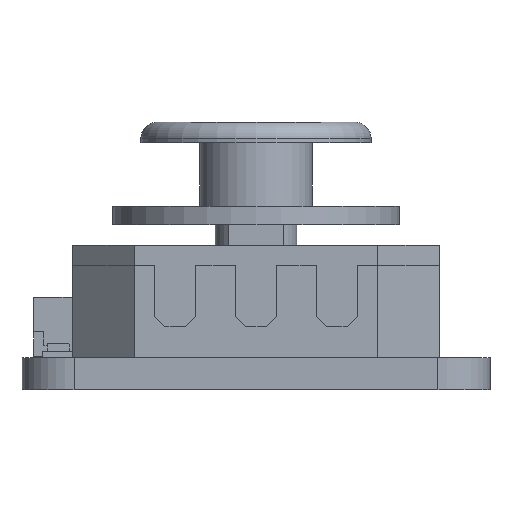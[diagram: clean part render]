
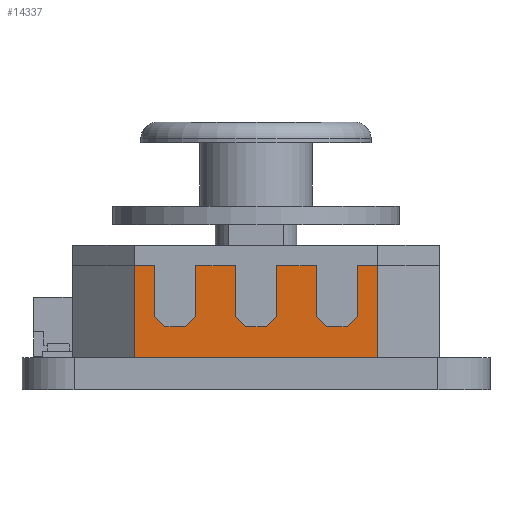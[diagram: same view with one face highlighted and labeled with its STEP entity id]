
A CAD part, left-side view. The second image highlights one B-rep face of the part: STEP entity #14337.
In plain terms, the highlighted planar face has unit normal (-1, 0, 0).
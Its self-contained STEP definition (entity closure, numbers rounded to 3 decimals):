
#904=PLANE('',#15425);
#1647=FACE_OUTER_BOUND('',#2496,.T.);
#2496=EDGE_LOOP('',(#13230,#13231,#13232,#13233,#13234,#13235,#13236,#13237,
#13238,#13239,#13240,#13241,#13242,#13243,#13244,#13245,#13246,#13247,#13248,
#13249,#13250,#13251));
#4067=LINE('',#22776,#5816);
#4071=LINE('',#22784,#5820);
#4075=LINE('',#22792,#5824);
#4079=LINE('',#22800,#5828);
#4199=LINE('',#23043,#5948);
#4201=LINE('',#23046,#5950);
#4205=LINE('',#23055,#5954);
#4208=LINE('',#23059,#5957);
#4211=LINE('',#23067,#5960);
#4215=LINE('',#23074,#5964);
#4218=LINE('',#23080,#5967);
#4220=LINE('',#23083,#5969);
#4223=LINE('',#23091,#5972);
#4229=LINE('',#23102,#5978);
#4231=LINE('',#23106,#5980);
#4233=LINE('',#23109,#5982);
#4234=LINE('',#23111,#5983);
#4236=LINE('',#23115,#5985);
#4238=LINE('',#23118,#5987);
#4241=LINE('',#23128,#5990);
#4251=LINE('',#23147,#6000);
#4252=LINE('',#23149,#6001);
#5816=VECTOR('',#18732,10.);
#5820=VECTOR('',#18736,10.);
#5824=VECTOR('',#18740,10.);
#5828=VECTOR('',#18744,10.);
#5948=VECTOR('',#18942,10.);
#5950=VECTOR('',#18946,10.);
#5954=VECTOR('',#18952,10.);
#5957=VECTOR('',#18957,10.);
#5960=VECTOR('',#18962,10.);
#5964=VECTOR('',#18968,10.);
#5967=VECTOR('',#18973,10.);
#5969=VECTOR('',#18977,10.);
#5972=VECTOR('',#18982,10.);
#5978=VECTOR('',#18992,10.);
#5980=VECTOR('',#18996,10.);
#5982=VECTOR('',#19000,10.);
#5983=VECTOR('',#19003,10.);
#5985=VECTOR('',#19009,10.);
#5987=VECTOR('',#19013,10.);
#5990=VECTOR('',#19024,10.);
#6000=VECTOR('',#19044,10.);
#6001=VECTOR('',#19047,10.);
#7347=VERTEX_POINT('',#22773);
#7348=VERTEX_POINT('',#22775);
#7351=VERTEX_POINT('',#22781);
#7352=VERTEX_POINT('',#22783);
#7355=VERTEX_POINT('',#22789);
#7356=VERTEX_POINT('',#22791);
#7359=VERTEX_POINT('',#22797);
#7360=VERTEX_POINT('',#22799);
#7443=VERTEX_POINT('',#23040);
#7444=VERTEX_POINT('',#23042);
#7447=VERTEX_POINT('',#23052);
#7448=VERTEX_POINT('',#23054);
#7451=VERTEX_POINT('',#23064);
#7452=VERTEX_POINT('',#23066);
#7454=VERTEX_POINT('',#23072);
#7456=VERTEX_POINT('',#23078);
#7459=VERTEX_POINT('',#23088);
#7460=VERTEX_POINT('',#23090);
#7463=VERTEX_POINT('',#23101);
#7464=VERTEX_POINT('',#23105);
#7466=VERTEX_POINT('',#23125);
#7471=VERTEX_POINT('',#23145);
#9216=EDGE_CURVE('',#7347,#7348,#4067,.T.);
#9220=EDGE_CURVE('',#7351,#7352,#4071,.T.);
#9224=EDGE_CURVE('',#7355,#7356,#4075,.T.);
#9228=EDGE_CURVE('',#7359,#7360,#4079,.T.);
#9349=EDGE_CURVE('',#7443,#7444,#4199,.T.);
#9351=EDGE_CURVE('',#7359,#7444,#4201,.T.);
#9355=EDGE_CURVE('',#7447,#7448,#4205,.T.);
#9358=EDGE_CURVE('',#7443,#7448,#4208,.T.);
#9361=EDGE_CURVE('',#7451,#7452,#4211,.T.);
#9365=EDGE_CURVE('',#7451,#7454,#4215,.T.);
#9368=EDGE_CURVE('',#7456,#7454,#4218,.T.);
#9370=EDGE_CURVE('',#7456,#7352,#4220,.T.);
#9373=EDGE_CURVE('',#7459,#7460,#4223,.T.);
#9379=EDGE_CURVE('',#7463,#7460,#4229,.T.);
#9381=EDGE_CURVE('',#7463,#7464,#4231,.T.);
#9383=EDGE_CURVE('',#7351,#7464,#4233,.T.);
#9384=EDGE_CURVE('',#7459,#7348,#4234,.T.);
#9386=EDGE_CURVE('',#7355,#7452,#4236,.T.);
#9388=EDGE_CURVE('',#7447,#7356,#4238,.T.);
#9392=EDGE_CURVE('',#7466,#7347,#4241,.T.);
#9402=EDGE_CURVE('',#7471,#7360,#4251,.T.);
#9403=EDGE_CURVE('',#7466,#7471,#4252,.T.);
#13230=ORIENTED_EDGE('',*,*,#9384,.T.);
#13231=ORIENTED_EDGE('',*,*,#9216,.F.);
#13232=ORIENTED_EDGE('',*,*,#9392,.F.);
#13233=ORIENTED_EDGE('',*,*,#9403,.T.);
#13234=ORIENTED_EDGE('',*,*,#9402,.T.);
#13235=ORIENTED_EDGE('',*,*,#9228,.F.);
#13236=ORIENTED_EDGE('',*,*,#9351,.T.);
#13237=ORIENTED_EDGE('',*,*,#9349,.F.);
#13238=ORIENTED_EDGE('',*,*,#9358,.T.);
#13239=ORIENTED_EDGE('',*,*,#9355,.F.);
#13240=ORIENTED_EDGE('',*,*,#9388,.T.);
#13241=ORIENTED_EDGE('',*,*,#9224,.F.);
#13242=ORIENTED_EDGE('',*,*,#9386,.T.);
#13243=ORIENTED_EDGE('',*,*,#9361,.F.);
#13244=ORIENTED_EDGE('',*,*,#9365,.T.);
#13245=ORIENTED_EDGE('',*,*,#9368,.F.);
#13246=ORIENTED_EDGE('',*,*,#9370,.T.);
#13247=ORIENTED_EDGE('',*,*,#9220,.F.);
#13248=ORIENTED_EDGE('',*,*,#9383,.T.);
#13249=ORIENTED_EDGE('',*,*,#9381,.F.);
#13250=ORIENTED_EDGE('',*,*,#9379,.T.);
#13251=ORIENTED_EDGE('',*,*,#9373,.F.);
#14337=ADVANCED_FACE('',(#1647),#904,.T.);
#15425=AXIS2_PLACEMENT_3D('',#23148,#19045,#19046);
#18732=DIRECTION('',(0.,-1.,0.));
#18736=DIRECTION('',(0.,-1.,0.));
#18740=DIRECTION('',(0.,-1.,0.));
#18744=DIRECTION('',(0.,-1.,0.));
#18942=DIRECTION('',(0.,-0.707,0.707));
#18946=DIRECTION('',(0.,0.,-1.));
#18952=DIRECTION('',(0.,-0.707,-0.707));
#18957=DIRECTION('',(0.,1.,0.));
#18962=DIRECTION('',(0.,-0.707,0.707));
#18968=DIRECTION('',(0.,1.,0.));
#18973=DIRECTION('',(0.,-0.707,-0.707));
#18977=DIRECTION('',(0.,0.,1.));
#18982=DIRECTION('',(0.,-0.707,-0.707));
#18992=DIRECTION('',(0.,1.,0.));
#18996=DIRECTION('',(0.,-0.707,0.707));
#19000=DIRECTION('',(0.,0.,-1.));
#19003=DIRECTION('',(0.,0.,1.));
#19009=DIRECTION('',(0.,0.,-1.));
#19013=DIRECTION('',(0.,0.,1.));
#19024=DIRECTION('',(0.,0.,1.));
#19044=DIRECTION('',(0.,0.,1.));
#19045=DIRECTION('center_axis',(-1.,0.,0.));
#19046=DIRECTION('ref_axis',(0.,-1.,0.));
#19047=DIRECTION('',(0.,-1.,0.));
#22773=CARTESIAN_POINT('',(-8.85,5.95,4.5));
#22775=CARTESIAN_POINT('',(-8.85,4.95,4.5));
#22776=CARTESIAN_POINT('',(-8.85,8.95,4.5));
#22781=CARTESIAN_POINT('',(-8.85,2.95,4.5));
#22783=CARTESIAN_POINT('',(-8.85,1.,4.5));
#22784=CARTESIAN_POINT('',(-8.85,8.95,4.5));
#22789=CARTESIAN_POINT('',(-8.85,-1.,4.5));
#22791=CARTESIAN_POINT('',(-8.85,-2.95,4.5));
#22792=CARTESIAN_POINT('',(-8.85,8.95,4.5));
#22797=CARTESIAN_POINT('',(-8.85,-4.95,4.5));
#22799=CARTESIAN_POINT('',(-8.85,-5.95,4.5));
#22800=CARTESIAN_POINT('',(-8.85,8.95,4.5));
#23040=CARTESIAN_POINT('',(-8.85,-4.45,1.5));
#23042=CARTESIAN_POINT('',(-8.85,-4.95,2.));
#23043=CARTESIAN_POINT('',(-8.85,-1.6,-1.35));
#23046=CARTESIAN_POINT('',(-8.85,-4.95,2.75));
#23052=CARTESIAN_POINT('',(-8.85,-2.95,2.));
#23054=CARTESIAN_POINT('',(-8.85,-3.45,1.5));
#23055=CARTESIAN_POINT('',(-8.85,-1.35,3.6));
#23059=CARTESIAN_POINT('',(-8.85,0.5,1.5));
#23064=CARTESIAN_POINT('',(-8.85,-0.5,1.5));
#23066=CARTESIAN_POINT('',(-8.85,-1.,2.));
#23067=CARTESIAN_POINT('',(-8.85,1.363,-0.362));
#23072=CARTESIAN_POINT('',(-8.85,0.5,1.5));
#23074=CARTESIAN_POINT('',(-8.85,2.475,1.5));
#23078=CARTESIAN_POINT('',(-8.85,1.,2.));
#23080=CARTESIAN_POINT('',(-8.85,1.613,2.613));
#23083=CARTESIAN_POINT('',(-8.85,1.,0.75));
#23088=CARTESIAN_POINT('',(-8.85,4.95,2.));
#23090=CARTESIAN_POINT('',(-8.85,4.45,1.5));
#23091=CARTESIAN_POINT('',(-8.85,4.575,1.625));
#23101=CARTESIAN_POINT('',(-8.85,3.45,1.5));
#23102=CARTESIAN_POINT('',(-8.85,4.45,1.5));
#23105=CARTESIAN_POINT('',(-8.85,2.95,2.));
#23106=CARTESIAN_POINT('',(-8.85,4.325,0.625));
#23109=CARTESIAN_POINT('',(-8.85,2.95,2.75));
#23111=CARTESIAN_POINT('',(-8.85,4.95,0.75));
#23115=CARTESIAN_POINT('',(-8.85,-1.,2.75));
#23118=CARTESIAN_POINT('',(-8.85,-2.95,0.75));
#23125=CARTESIAN_POINT('',(-8.85,5.95,0.));
#23128=CARTESIAN_POINT('',(-8.85,5.95,0.));
#23145=CARTESIAN_POINT('',(-8.85,-5.95,0.));
#23147=CARTESIAN_POINT('',(-8.85,-5.95,0.));
#23148=CARTESIAN_POINT('Origin',(-8.85,5.95,0.));
#23149=CARTESIAN_POINT('',(-8.85,8.95,0.));
